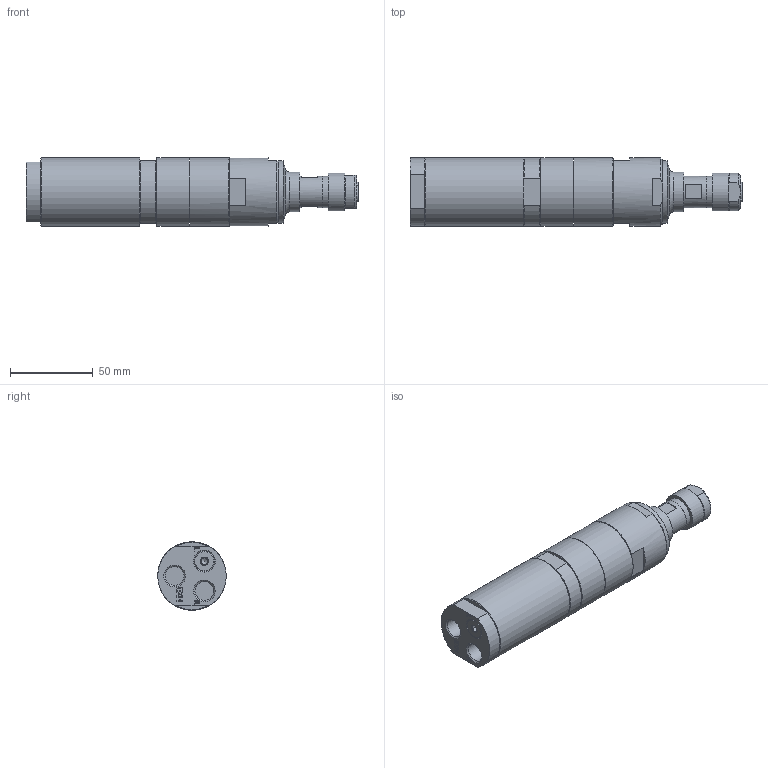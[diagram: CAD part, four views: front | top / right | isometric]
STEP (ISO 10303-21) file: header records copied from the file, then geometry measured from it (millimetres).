
FILE_DESCRIPTION(/* description */ (''),/* implementation_level */ '2;1');
FILE_NAME(/* name */ 'EBS 520 ER_60001367.stp',/* time_stamp */ '2017-05-09T15:06:28+02:00',/* author */ ('ibasyouni'),/* organization */ (''),/* preprocessor_version */ 'ST-DEVELOPER v16.1',/* originating_system */ 'Autodesk Inventor 2016',/* authorisation */ '');
FILE_SCHEMA (('AUTOMOTIVE_DESIGN { 1 0 10303 214 3 1 1 }'));
Length unit declared in the file: millimetre
Products named in the file (1): EBS 520 ER_60001367
Bounding box: 201.07 x 41.5 x 41.5 mm (x, y, z)
Volume: 217011.2 mm3; surface area: 38454.9 mm2
Topology: 1 solids, 5 shells, 315 faces, 890 edges, 564 vertices
Faces by surface type: plane 182, cone 70, cylinder 55, bspline 7, torus 1
Full cylindrical faces by diameter (mm): 1.6 x1, 4 x1, 10 x1, 10.5 x1, 11.445 x3, 13.2 x1, 17.917 x1, 18.98 x1, 19 x2, 20.109 x1, 23 x1, 24 x1, 36 x1, 36.789 x1, 36.808 x1, 36.917 x1, 37.5 x1, 38 x1, 41.5 x4
Entity records: 10060 total; most frequent: CARTESIAN_POINT 2176, ORIENTED_EDGE 1614, DIRECTION 1515, EDGE_CURVE 807, AXIS2_PLACEMENT_3D 577, VERTEX_POINT 534, EDGE_LOOP 389, LINE 361
